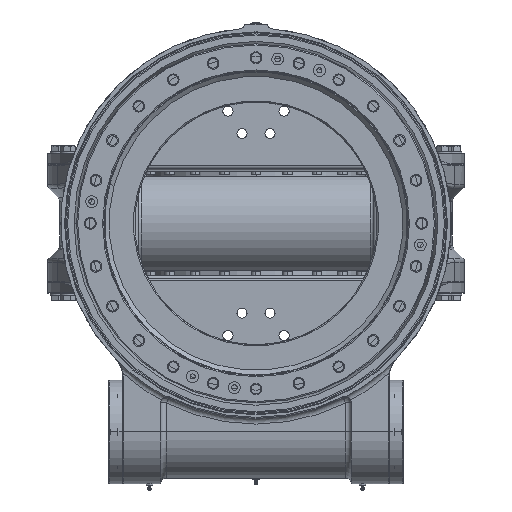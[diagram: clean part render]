
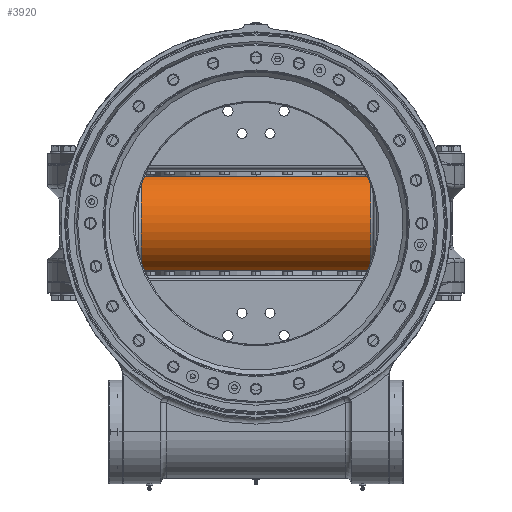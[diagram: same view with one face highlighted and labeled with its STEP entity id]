
A CAD part, front view. The second image highlights one B-rep face of the part: STEP entity #3920.
In plain terms, the highlighted cylindrical face has radius 90 mm (diameter 180 mm), a partial arc.
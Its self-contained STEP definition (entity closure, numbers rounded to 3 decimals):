
#521 = CARTESIAN_POINT ( 'NONE',  ( -210., -372., 0. ) ) ;
#2112 = ORIENTED_EDGE ( 'NONE', *, *, #14378, .T. ) ;
#3920 = ADVANCED_FACE ( 'NONE', ( #137417 ), #50086, .T. ) ;
#4977 = CARTESIAN_POINT ( 'NONE',  ( 205., -372., 0. ) ) ;
#5111 = VERTEX_POINT ( 'NONE', #138311 ) ;
#14378 = EDGE_CURVE ( 'NONE', #80849, #139750, #32436, .T. ) ;
#14551 = ORIENTED_EDGE ( 'NONE', *, *, #144482, .T. ) ;
#16623 = EDGE_LOOP ( 'NONE', ( #94801, #131703, #2112, #14551 ) ) ;
#19000 = EDGE_CURVE ( 'NONE', #5111, #34957, #87445, .T. ) ;
#29256 = AXIS2_PLACEMENT_3D ( 'NONE', #4977, #38938, #63109 ) ;
#29715 = DIRECTION ( 'NONE',  ( 1., 0., 0. ) ) ;
#32383 = CARTESIAN_POINT ( 'NONE',  ( 205., -404.684, -83.855 ) ) ;
#32436 = CIRCLE ( 'NONE', #29256, 90. ) ;
#34957 = VERTEX_POINT ( 'NONE', #114614 ) ;
#37381 = LINE ( 'NONE', #127503, #138846 ) ;
#38938 = DIRECTION ( 'NONE',  ( -1., 0., 0. ) ) ;
#48957 = AXIS2_PLACEMENT_3D ( 'NONE', #101721, #56933, #90715 ) ;
#50086 = CYLINDRICAL_SURFACE ( 'NONE', #55892, 90. ) ;
#55892 = AXIS2_PLACEMENT_3D ( 'NONE', #521, #137478, #114924 ) ;
#56933 = DIRECTION ( 'NONE',  ( 1., 0., 0. ) ) ;
#63109 = DIRECTION ( 'NONE',  ( 0., 0., -1. ) ) ;
#73701 = VECTOR ( 'NONE', #29715, 1000. ) ;
#80849 = VERTEX_POINT ( 'NONE', #32383 ) ;
#82128 = DIRECTION ( 'NONE',  ( -1., 0., 0. ) ) ;
#87445 = CIRCLE ( 'NONE', #48957, 90. ) ;
#90715 = DIRECTION ( 'NONE',  ( 0., 0., -1. ) ) ;
#92241 = EDGE_CURVE ( 'NONE', #34957, #80849, #136259, .T. ) ;
#94801 = ORIENTED_EDGE ( 'NONE', *, *, #19000, .T. ) ;
#101721 = CARTESIAN_POINT ( 'NONE',  ( -205., -372., 0. ) ) ;
#110123 = CARTESIAN_POINT ( 'NONE',  ( -210., -404.684, -83.855 ) ) ;
#114614 = CARTESIAN_POINT ( 'NONE',  ( -205., -404.684, -83.855 ) ) ;
#114924 = DIRECTION ( 'NONE',  ( 0., 0., -1. ) ) ;
#127503 = CARTESIAN_POINT ( 'NONE',  ( -210., -404.684, 83.855 ) ) ;
#131703 = ORIENTED_EDGE ( 'NONE', *, *, #92241, .T. ) ;
#136259 = LINE ( 'NONE', #110123, #73701 ) ;
#137417 = FACE_OUTER_BOUND ( 'NONE', #16623, .T. ) ;
#137478 = DIRECTION ( 'NONE',  ( 1., 0., 0. ) ) ;
#138311 = CARTESIAN_POINT ( 'NONE',  ( -205., -404.684, 83.855 ) ) ;
#138846 = VECTOR ( 'NONE', #82128, 1000. ) ;
#139750 = VERTEX_POINT ( 'NONE', #147799 ) ;
#144482 = EDGE_CURVE ( 'NONE', #139750, #5111, #37381, .T. ) ;
#147799 = CARTESIAN_POINT ( 'NONE',  ( 205., -404.684, 83.855 ) ) ;
